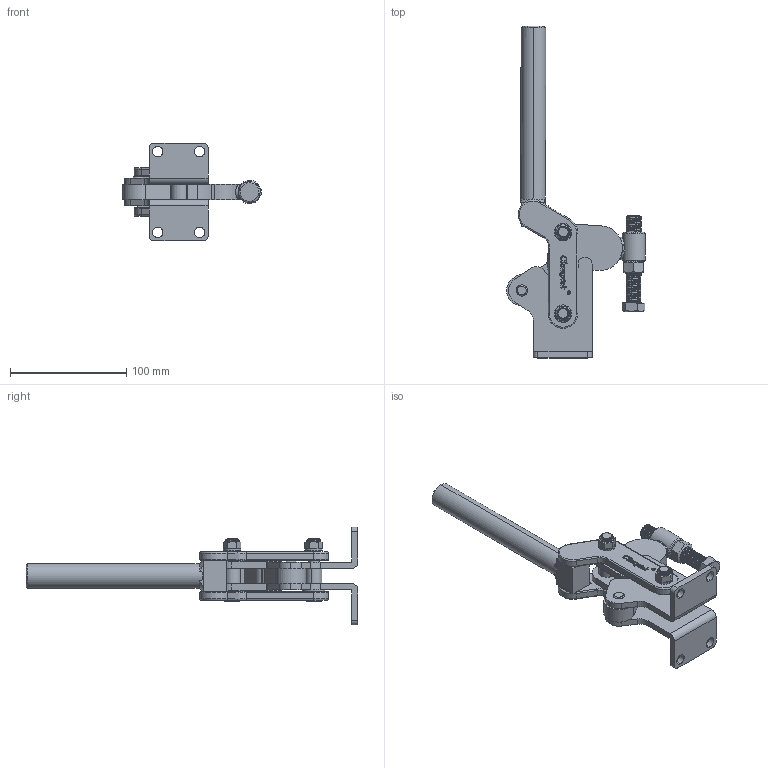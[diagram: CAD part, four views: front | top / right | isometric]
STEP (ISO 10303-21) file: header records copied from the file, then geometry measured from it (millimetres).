
FILE_DESCRIPTION (( 'STEP AP203' ), '1' );
FILE_NAME ('CH-101-KF.STEP', '2019-06-21T10:30:46', ( 'User' ), ( 'china' ), 'SwSTEP 2.0', 'SolidWorks 2018', '' );
FILE_SCHEMA (( 'CONFIG_CONTROL_DESIGN' ));
Length unit declared in the file: millimetre
Products named in the file (14): 702-D-11; 3-8-16 LOCK NUT; 101-KF-01_默认<按加工>; 702-D-03; 702-D-08; 101-KF-05_默认<按加工>; 101-KF手把焊接_默认<按加工>; M12 NUT; 702-D-10; CH-SA-127017 SPINDLE SUPPLIED; 702-D-07; CH-101-KF; 702-D-06; 702-D-12
Assembly tree (23 placements, depth 2):
  CH-101-KF
    101-KF-01_默认<按加工>
    702-D-08  x2
    101-KF手把焊接_默认<按加工>
    702-D-10  x2
    702-D-07  x2
    702-D-06  x2
    702-D-12  x2
    702-D-11  x4
    3-8-16 LOCK NUT  x2
    702-D-03  x2
    101-KF-05_默认<按加工>
    M12 NUT
    CH-SA-127017 SPINDLE SUPPLIED
Bounding box: 119.14 x 285.1 x 84 mm (x, y, z)
Volume: 220193.9 mm3; surface area: 110291.2 mm2
Topology: 36 solids, 36 shells, 2911 faces, 8291 edges, 5493 vertices
Faces by surface type: plane 1832, cylinder 750, bspline 199, cone 102, torus 28
Entity records: 80031 total; most frequent: CARTESIAN_POINT 31764, ORIENTED_EDGE 10454, DIRECTION 8778, EDGE_CURVE 5227, VERTEX_POINT 3459, VECTOR 3406, LINE 3406, AXIS2_PLACEMENT_3D 2686
